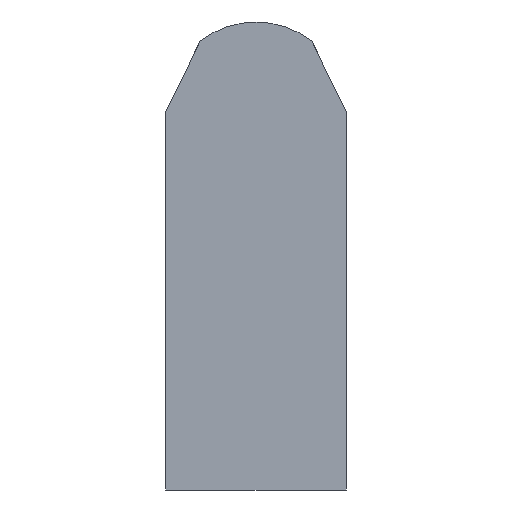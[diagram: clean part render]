
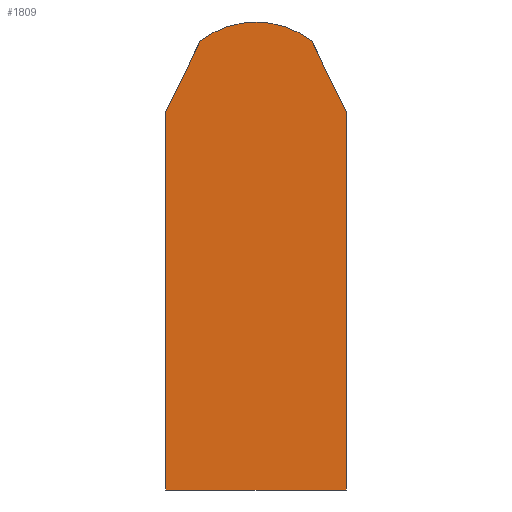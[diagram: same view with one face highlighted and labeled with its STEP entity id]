
A CAD part, front view. The second image highlights one B-rep face of the part: STEP entity #1809.
In plain terms, the highlighted planar face has unit normal (0, -1, 0).
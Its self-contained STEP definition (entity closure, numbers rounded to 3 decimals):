
#4 = AXIS2_PLACEMENT_3D ( 'NONE', #1098, #4168, #2121 ) ;
#90 = LINE ( 'NONE', #2633, #3483 ) ;
#100 = VERTEX_POINT ( 'NONE', #1369 ) ;
#297 = CARTESIAN_POINT ( 'NONE',  ( -17.825, 0., 0. ) ) ;
#409 = CARTESIAN_POINT ( 'NONE',  ( 0., 0., -92.5 ) ) ;
#426 = VERTEX_POINT ( 'NONE', #511 ) ;
#430 = VECTOR ( 'NONE', #3923, 1000. ) ;
#440 = CARTESIAN_POINT ( 'NONE',  ( 10.996, 0., -88.751 ) ) ;
#441 = VERTEX_POINT ( 'NONE', #3897 ) ;
#511 = CARTESIAN_POINT ( 'NONE',  ( 17.825, 0., 0. ) ) ;
#581 = CARTESIAN_POINT ( 'NONE',  ( -17.825, 0., -74.75 ) ) ;
#588 = DIRECTION ( 'NONE',  ( -0.438, 0., -0.899 ) ) ;
#663 = DIRECTION ( 'NONE',  ( 0., 0., 1. ) ) ;
#872 = LINE ( 'NONE', #1868, #430 ) ;
#1098 = CARTESIAN_POINT ( 'NONE',  ( 0., 0., -74.5 ) ) ;
#1149 = ORIENTED_EDGE ( 'NONE', *, *, #1627, .F. ) ;
#1161 = VERTEX_POINT ( 'NONE', #440 ) ;
#1162 = LINE ( 'NONE', #297, #1267 ) ;
#1226 = CARTESIAN_POINT ( 'NONE',  ( 0., 0., -74.5 ) ) ;
#1267 = VECTOR ( 'NONE', #2324, 1000. ) ;
#1279 = CARTESIAN_POINT ( 'NONE',  ( 0., 0., -74.5 ) ) ;
#1291 = ORIENTED_EDGE ( 'NONE', *, *, #3342, .F. ) ;
#1369 = CARTESIAN_POINT ( 'NONE',  ( -17.825, 0., 0. ) ) ;
#1372 = VECTOR ( 'NONE', #3653, 1000. ) ;
#1486 = EDGE_CURVE ( 'NONE', #1161, #4119, #2703, .T. ) ;
#1563 = DIRECTION ( 'NONE',  ( 0., 0., 1. ) ) ;
#1624 = DIRECTION ( 'NONE',  ( 0., 0., 1. ) ) ;
#1627 = EDGE_CURVE ( 'NONE', #4119, #1887, #3271, .T. ) ;
#1641 = EDGE_CURVE ( 'NONE', #1887, #441, #3163, .T. ) ;
#1683 = ORIENTED_EDGE ( 'NONE', *, *, #2301, .F. ) ;
#1685 = CARTESIAN_POINT ( 'NONE',  ( -17.825, 0., 0. ) ) ;
#1694 = VERTEX_POINT ( 'NONE', #3699 ) ;
#1712 = EDGE_CURVE ( 'NONE', #100, #426, #1162, .T. ) ;
#1809 = ADVANCED_FACE ( 'NONE', ( #4034 ), #2432, .F. ) ;
#1833 = CARTESIAN_POINT ( 'NONE',  ( -10.996, 0., -88.751 ) ) ;
#1868 = CARTESIAN_POINT ( 'NONE',  ( 17.825, 0., 0. ) ) ;
#1887 = VERTEX_POINT ( 'NONE', #1833 ) ;
#1907 = ORIENTED_EDGE ( 'NONE', *, *, #1712, .F. ) ;
#1941 = EDGE_LOOP ( 'NONE', ( #1291, #1907, #2325, #2468, #1149, #3938, #1683 ) ) ;
#2121 = DIRECTION ( 'NONE',  ( 0., 0., 1. ) ) ;
#2301 = EDGE_CURVE ( 'NONE', #1694, #1161, #90, .T. ) ;
#2324 = DIRECTION ( 'NONE',  ( 1., 0., 0. ) ) ;
#2325 = ORIENTED_EDGE ( 'NONE', *, *, #2424, .F. ) ;
#2424 = EDGE_CURVE ( 'NONE', #441, #100, #3863, .T. ) ;
#2432 = PLANE ( 'NONE',  #4 ) ;
#2468 = ORIENTED_EDGE ( 'NONE', *, *, #1641, .F. ) ;
#2633 = CARTESIAN_POINT ( 'NONE',  ( 17.825, 0., -74.75 ) ) ;
#2675 = AXIS2_PLACEMENT_3D ( 'NONE', #1226, #3609, #1563 ) ;
#2703 = CIRCLE ( 'NONE', #2675, 18. ) ;
#3163 = LINE ( 'NONE', #581, #1372 ) ;
#3271 = CIRCLE ( 'NONE', #3813, 18. ) ;
#3342 = EDGE_CURVE ( 'NONE', #426, #1694, #872, .T. ) ;
#3483 = VECTOR ( 'NONE', #588, 1000. ) ;
#3609 = DIRECTION ( 'NONE',  ( 0., 1., 0. ) ) ;
#3653 = DIRECTION ( 'NONE',  ( -0.438, 0., 0.899 ) ) ;
#3669 = DIRECTION ( 'NONE',  ( 0., 1., 0. ) ) ;
#3699 = CARTESIAN_POINT ( 'NONE',  ( 17.825, 0., -74.75 ) ) ;
#3758 = VECTOR ( 'NONE', #663, 1000. ) ;
#3813 = AXIS2_PLACEMENT_3D ( 'NONE', #1279, #3669, #1624 ) ;
#3863 = LINE ( 'NONE', #1685, #3758 ) ;
#3897 = CARTESIAN_POINT ( 'NONE',  ( -17.825, 0., -74.75 ) ) ;
#3923 = DIRECTION ( 'NONE',  ( 0., 0., -1. ) ) ;
#3938 = ORIENTED_EDGE ( 'NONE', *, *, #1486, .F. ) ;
#4034 = FACE_OUTER_BOUND ( 'NONE', #1941, .T. ) ;
#4119 = VERTEX_POINT ( 'NONE', #409 ) ;
#4168 = DIRECTION ( 'NONE',  ( 0., 1., 0. ) ) ;
